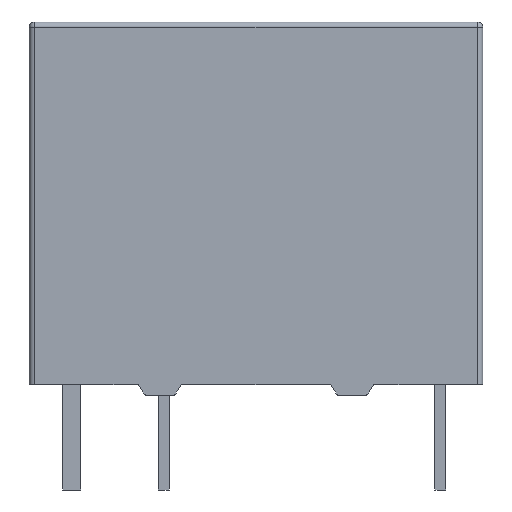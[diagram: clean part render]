
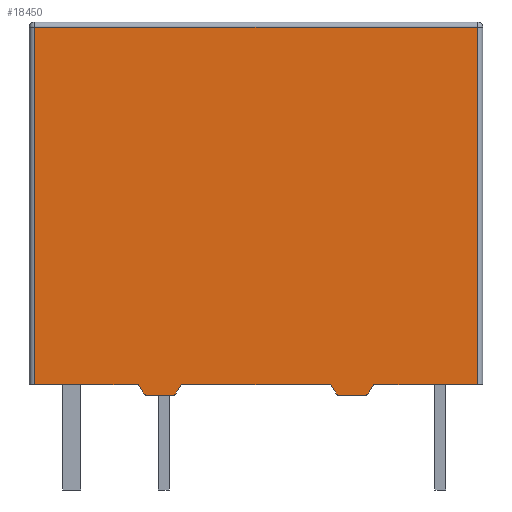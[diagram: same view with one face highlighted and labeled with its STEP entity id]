
A CAD part, front view. The second image highlights one B-rep face of the part: STEP entity #18450.
In plain terms, the highlighted planar face has unit normal (0, -1, 0).
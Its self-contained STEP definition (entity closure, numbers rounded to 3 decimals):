
#292 = EDGE_CURVE ( 'NONE', #2710, #4608, #14397, .T. ) ;
#322 = CARTESIAN_POINT ( 'NONE',  ( 2.22, -3.75, 0.045 ) ) ;
#351 = DIRECTION ( 'NONE',  ( 1., 0., 0. ) ) ;
#585 = LINE ( 'NONE', #18092, #8111 ) ;
#700 = DIRECTION ( 'NONE',  ( 0., 0., -1. ) ) ;
#841 = DIRECTION ( 'NONE',  ( 0., 1., 0. ) ) ;
#856 = DIRECTION ( 'NONE',  ( 0., -1., 0. ) ) ;
#922 = FACE_OUTER_BOUND ( 'NONE', #8079, .T. ) ;
#947 = ORIENTED_EDGE ( 'NONE', *, *, #3688, .T. ) ;
#1389 = CARTESIAN_POINT ( 'NONE',  ( -6.1, -3.75, 0.3 ) ) ;
#1424 = LINE ( 'NONE', #9938, #12976 ) ;
#1681 = VERTEX_POINT ( 'NONE', #2789 ) ;
#1710 = EDGE_CURVE ( 'NONE', #10017, #13981, #10129, .T. ) ;
#1738 = CARTESIAN_POINT ( 'NONE',  ( -2.996, -3.75, 0.1 ) ) ;
#1809 = EDGE_CURVE ( 'NONE', #11332, #12096, #18016, .T. ) ;
#1896 = CARTESIAN_POINT ( 'NONE',  ( 6.1, -3.75, 10.3 ) ) ;
#1992 = DIRECTION ( 'NONE',  ( 1., 0., 0. ) ) ;
#2043 = CARTESIAN_POINT ( 'NONE',  ( -6.1, -3.75, 10.15 ) ) ;
#2135 = ORIENTED_EDGE ( 'NONE', *, *, #15550, .T. ) ;
#2273 = VECTOR ( 'NONE', #3077, 1000. ) ;
#2563 = DIRECTION ( 'NONE',  ( 0., 0., 1. ) ) ;
#2571 = ORIENTED_EDGE ( 'NONE', *, *, #292, .T. ) ;
#2603 = ORIENTED_EDGE ( 'NONE', *, *, #11402, .T. ) ;
#2634 = CARTESIAN_POINT ( 'NONE',  ( 2.22, -3.75, 0.045 ) ) ;
#2655 = DIRECTION ( 'NONE',  ( 0., 0., 1. ) ) ;
#2710 = VERTEX_POINT ( 'NONE', #6471 ) ;
#2716 = CARTESIAN_POINT ( 'NONE',  ( 6.1, -3.75, 0.3 ) ) ;
#2774 = CARTESIAN_POINT ( 'NONE',  ( 2.05, -3.75, 0.3 ) ) ;
#2789 = CARTESIAN_POINT ( 'NONE',  ( 3.08, -3.75, 0.045 ) ) ;
#2815 = CARTESIAN_POINT ( 'NONE',  ( -2.304, -3.75, 0. ) ) ;
#2883 = DIRECTION ( 'NONE',  ( 0., 0., 1. ) ) ;
#3077 = DIRECTION ( 'NONE',  ( 0.555, 0., 0.832 ) ) ;
#3301 = EDGE_CURVE ( 'NONE', #18049, #2710, #585, .T. ) ;
#3416 = VERTEX_POINT ( 'NONE', #14656 ) ;
#3634 = LINE ( 'NONE', #6688, #14871 ) ;
#3688 = EDGE_CURVE ( 'NONE', #17360, #1681, #11333, .T. ) ;
#3932 = EDGE_CURVE ( 'NONE', #11338, #17360, #7505, .T. ) ;
#3962 = CARTESIAN_POINT ( 'NONE',  ( 2.996, -3.75, 0.1 ) ) ;
#4174 = ORIENTED_EDGE ( 'NONE', *, *, #8565, .T. ) ;
#4608 = VERTEX_POINT ( 'NONE', #15566 ) ;
#4860 = EDGE_CURVE ( 'NONE', #3416, #10637, #3634, .T. ) ;
#4949 = EDGE_CURVE ( 'NONE', #12096, #18575, #13767, .T. ) ;
#5021 = DIRECTION ( 'NONE',  ( 0., 0., 1. ) ) ;
#5196 = DIRECTION ( 'NONE',  ( 0., -1., 0. ) ) ;
#5290 = CIRCLE ( 'NONE', #6513, 0.1 ) ;
#5431 = DIRECTION ( 'NONE',  ( 0.555, 0., 0.832 ) ) ;
#5471 = ORIENTED_EDGE ( 'NONE', *, *, #3932, .T. ) ;
#6113 = DIRECTION ( 'NONE',  ( 1., 0., 0. ) ) ;
#6471 = CARTESIAN_POINT ( 'NONE',  ( -3.08, -3.75, 0.045 ) ) ;
#6513 = AXIS2_PLACEMENT_3D ( 'NONE', #18432, #856, #2655 ) ;
#6580 = DIRECTION ( 'NONE',  ( 0.555, 0., -0.832 ) ) ;
#6688 = CARTESIAN_POINT ( 'NONE',  ( -6.25, -3.75, 0.3 ) ) ;
#6911 = LINE ( 'NONE', #18406, #9156 ) ;
#7039 = EDGE_CURVE ( 'NONE', #18521, #7345, #5290, .T. ) ;
#7088 = AXIS2_PLACEMENT_3D ( 'NONE', #1738, #14702, #2883 ) ;
#7314 = EDGE_CURVE ( 'NONE', #7345, #15742, #9487, .T. ) ;
#7345 = VERTEX_POINT ( 'NONE', #8732 ) ;
#7505 = LINE ( 'NONE', #13330, #13485 ) ;
#7585 = VECTOR ( 'NONE', #700, 1000. ) ;
#8079 = EDGE_LOOP ( 'NONE', ( #12769, #14710, #8476, #14881, #2603, #12612, #2571, #4174, #9906, #10291, #14248, #17428, #2135, #5471, #947, #14696 ) ) ;
#8111 = VECTOR ( 'NONE', #6580, 1000. ) ;
#8316 = CARTESIAN_POINT ( 'NONE',  ( -6.1, -3.75, 10.3 ) ) ;
#8476 = ORIENTED_EDGE ( 'NONE', *, *, #1809, .T. ) ;
#8565 = EDGE_CURVE ( 'NONE', #4608, #18521, #9318, .T. ) ;
#8732 = CARTESIAN_POINT ( 'NONE',  ( -2.22, -3.75, 0.045 ) ) ;
#8888 = AXIS2_PLACEMENT_3D ( 'NONE', #3962, #5196, #18423 ) ;
#9018 = CARTESIAN_POINT ( 'NONE',  ( -6.25, -3.75, 0.3 ) ) ;
#9156 = VECTOR ( 'NONE', #1992, 1000. ) ;
#9298 = LINE ( 'NONE', #9018, #15252 ) ;
#9318 = LINE ( 'NONE', #13413, #13763 ) ;
#9358 = DIRECTION ( 'NONE',  ( 0., 0., 1. ) ) ;
#9487 = LINE ( 'NONE', #15479, #2273 ) ;
#9805 = CARTESIAN_POINT ( 'NONE',  ( 2.304, -3.75, 0.1 ) ) ;
#9906 = ORIENTED_EDGE ( 'NONE', *, *, #7039, .T. ) ;
#9938 = CARTESIAN_POINT ( 'NONE',  ( 3.25, -3.75, 0.3 ) ) ;
#10005 = DIRECTION ( 'NONE',  ( 0., -1., 0. ) ) ;
#10017 = VERTEX_POINT ( 'NONE', #2774 ) ;
#10129 = LINE ( 'NONE', #322, #14097 ) ;
#10291 = ORIENTED_EDGE ( 'NONE', *, *, #7314, .T. ) ;
#10472 = EDGE_CURVE ( 'NONE', #15742, #10017, #6911, .T. ) ;
#10504 = VECTOR ( 'NONE', #9358, 1000. ) ;
#10637 = VERTEX_POINT ( 'NONE', #2716 ) ;
#10913 = CARTESIAN_POINT ( 'NONE',  ( -6.25, -3.75, 10.15 ) ) ;
#11332 = VERTEX_POINT ( 'NONE', #17268 ) ;
#11333 = CIRCLE ( 'NONE', #8888, 0.1 ) ;
#11338 = VERTEX_POINT ( 'NONE', #14616 ) ;
#11402 = EDGE_CURVE ( 'NONE', #18575, #18049, #9298, .T. ) ;
#11757 = CARTESIAN_POINT ( 'NONE',  ( 2.996, -3.75, 0. ) ) ;
#11770 = AXIS2_PLACEMENT_3D ( 'NONE', #18059, #841, #5021 ) ;
#11806 = CARTESIAN_POINT ( 'NONE',  ( -3.25, -3.75, 0.3 ) ) ;
#12096 = VERTEX_POINT ( 'NONE', #2043 ) ;
#12286 = PLANE ( 'NONE',  #11770 ) ;
#12612 = ORIENTED_EDGE ( 'NONE', *, *, #3301, .T. ) ;
#12769 = ORIENTED_EDGE ( 'NONE', *, *, #4860, .T. ) ;
#12976 = VECTOR ( 'NONE', #5431, 1000. ) ;
#13234 = CIRCLE ( 'NONE', #16258, 0.1 ) ;
#13330 = CARTESIAN_POINT ( 'NONE',  ( 2.996, -3.75, 0. ) ) ;
#13413 = CARTESIAN_POINT ( 'NONE',  ( -2.996, -3.75, 0. ) ) ;
#13485 = VECTOR ( 'NONE', #18036, 1000. ) ;
#13763 = VECTOR ( 'NONE', #351, 1000. ) ;
#13767 = LINE ( 'NONE', #8316, #7585 ) ;
#13981 = VERTEX_POINT ( 'NONE', #2634 ) ;
#14097 = VECTOR ( 'NONE', #14800, 1000. ) ;
#14248 = ORIENTED_EDGE ( 'NONE', *, *, #10472, .T. ) ;
#14397 = CIRCLE ( 'NONE', #7088, 0.1 ) ;
#14616 = CARTESIAN_POINT ( 'NONE',  ( 2.304, -3.75, 0. ) ) ;
#14656 = CARTESIAN_POINT ( 'NONE',  ( 3.25, -3.75, 0.3 ) ) ;
#14696 = ORIENTED_EDGE ( 'NONE', *, *, #15317, .T. ) ;
#14702 = DIRECTION ( 'NONE',  ( 0., -1., 0. ) ) ;
#14710 = ORIENTED_EDGE ( 'NONE', *, *, #14732, .T. ) ;
#14732 = EDGE_CURVE ( 'NONE', #10637, #11332, #15062, .T. ) ;
#14800 = DIRECTION ( 'NONE',  ( 0.555, 0., -0.832 ) ) ;
#14871 = VECTOR ( 'NONE', #16766, 1000. ) ;
#14881 = ORIENTED_EDGE ( 'NONE', *, *, #4949, .T. ) ;
#15062 = LINE ( 'NONE', #1896, #10504 ) ;
#15252 = VECTOR ( 'NONE', #6113, 1000. ) ;
#15317 = EDGE_CURVE ( 'NONE', #1681, #3416, #1424, .T. ) ;
#15479 = CARTESIAN_POINT ( 'NONE',  ( -2.22, -3.75, 0.045 ) ) ;
#15550 = EDGE_CURVE ( 'NONE', #13981, #11338, #13234, .T. ) ;
#15566 = CARTESIAN_POINT ( 'NONE',  ( -2.996, -3.75, 0. ) ) ;
#15742 = VERTEX_POINT ( 'NONE', #18157 ) ;
#16258 = AXIS2_PLACEMENT_3D ( 'NONE', #9805, #10005, #2563 ) ;
#16766 = DIRECTION ( 'NONE',  ( 1., 0., 0. ) ) ;
#17104 = VECTOR ( 'NONE', #18198, 1000. ) ;
#17268 = CARTESIAN_POINT ( 'NONE',  ( 6.1, -3.75, 10.15 ) ) ;
#17360 = VERTEX_POINT ( 'NONE', #11757 ) ;
#17428 = ORIENTED_EDGE ( 'NONE', *, *, #1710, .T. ) ;
#18016 = LINE ( 'NONE', #10913, #17104 ) ;
#18036 = DIRECTION ( 'NONE',  ( 1., 0., 0. ) ) ;
#18049 = VERTEX_POINT ( 'NONE', #11806 ) ;
#18059 = CARTESIAN_POINT ( 'NONE',  ( -6.25, -3.75, 10.3 ) ) ;
#18092 = CARTESIAN_POINT ( 'NONE',  ( -3.25, -3.75, 0.3 ) ) ;
#18157 = CARTESIAN_POINT ( 'NONE',  ( -2.05, -3.75, 0.3 ) ) ;
#18198 = DIRECTION ( 'NONE',  ( -1., 0., 0. ) ) ;
#18406 = CARTESIAN_POINT ( 'NONE',  ( -6.25, -3.75, 0.3 ) ) ;
#18423 = DIRECTION ( 'NONE',  ( 0., 0., 1. ) ) ;
#18432 = CARTESIAN_POINT ( 'NONE',  ( -2.304, -3.75, 0.1 ) ) ;
#18450 = ADVANCED_FACE ( 'NONE', ( #922 ), #12286, .F. ) ;
#18521 = VERTEX_POINT ( 'NONE', #2815 ) ;
#18575 = VERTEX_POINT ( 'NONE', #1389 ) ;
